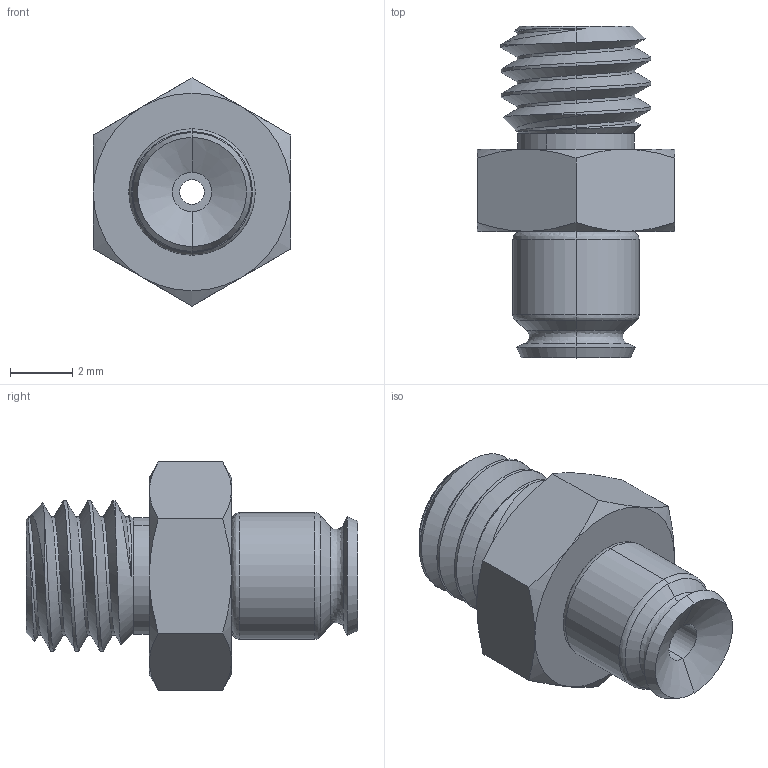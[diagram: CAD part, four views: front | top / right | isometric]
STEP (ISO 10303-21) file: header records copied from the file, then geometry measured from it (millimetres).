
FILE_DESCRIPTION (( 'STEP AP203' ), '1' );
FILE_NAME ('3766A81_Extreme-Temperature Food Industry Vacuum Cup.STEP', '2021-07-09T08:05:13', ( 'Administrator' ), ( 'Managed by Terraform' ), 'SwSTEP 2.0', 'SolidWorks 2017', '' );
FILE_SCHEMA (( 'CONFIG_CONTROL_DESIGN' ));
Length unit declared in the file: inch
Products named in the file (1): 3766A81_Extreme-Temperature Food Industry Vacuum Cup
Bounding box: 6.35 x 10.67 x 7.33 mm (x, y, z)
Volume: 178.9 mm3; surface area: 369.5 mm2
Topology: 2 solids, 2 shells, 94 faces, 213 edges, 128 vertices
Faces by surface type: cylinder 35, cone 30, plane 15, bspline 14
Entity records: 3554 total; most frequent: CARTESIAN_POINT 1544, ORIENTED_EDGE 426, DIRECTION 383, EDGE_CURVE 213, AXIS2_PLACEMENT_3D 163, VERTEX_POINT 128, EDGE_LOOP 103, ADVANCED_FACE 94
